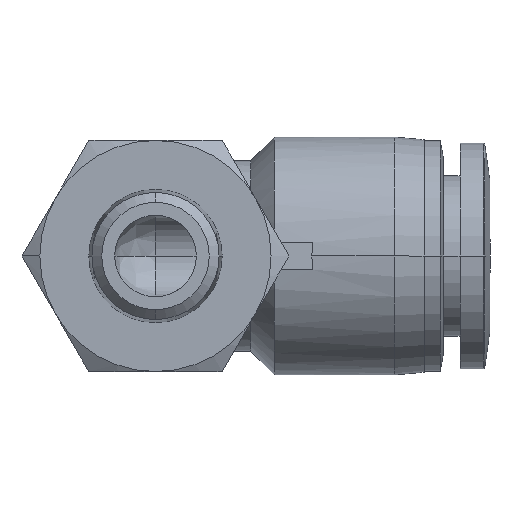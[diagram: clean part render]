
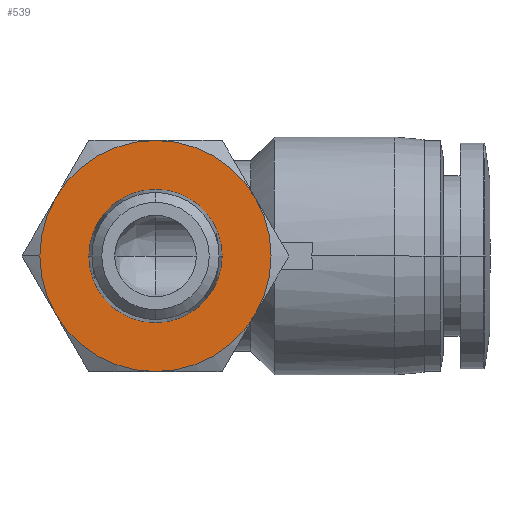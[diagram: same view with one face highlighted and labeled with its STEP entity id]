
A CAD part, front view. The second image highlights one B-rep face of the part: STEP entity #539.
In plain terms, the highlighted planar face has unit normal (0, -1, 0).
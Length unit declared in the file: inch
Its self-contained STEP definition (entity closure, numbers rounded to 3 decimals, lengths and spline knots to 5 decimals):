
#47 = CIRCLE ( 'NONE', #376, 0.33465 ) ;
#66 = CIRCLE ( 'NONE', #2322, 0.33465 ) ;
#68 = EDGE_CURVE ( 'NONE', #1418, #2238, #47, .T. ) ;
#156 = CARTESIAN_POINT ( 'NONE',  ( -0.28981, -0.19685, -0.16732 ) ) ;
#157 = DIRECTION ( 'NONE',  ( -1., 0., 0. ) ) ;
#169 = DIRECTION ( 'NONE',  ( 0., -1., 0. ) ) ;
#183 = CARTESIAN_POINT ( 'NONE',  ( 0., -0.19685, 0. ) ) ;
#189 = CIRCLE ( 'NONE', #2710, 0.33465 ) ;
#195 = CARTESIAN_POINT ( 'NONE',  ( 0., -0.19685, 0. ) ) ;
#224 = DIRECTION ( 'NONE',  ( -1., 0., 0. ) ) ;
#262 = EDGE_CURVE ( 'NONE', #526, #1509, #3292, .T. ) ;
#275 = CIRCLE ( 'NONE', #3280, 0.33465 ) ;
#286 = CARTESIAN_POINT ( 'NONE',  ( -0.28981, -0.19685, 0.16732 ) ) ;
#341 = CARTESIAN_POINT ( 'NONE',  ( 0., -0.19685, 0.33465 ) ) ;
#373 = CIRCLE ( 'NONE', #2891, 0.19291 ) ;
#376 = AXIS2_PLACEMENT_3D ( 'NONE', #1679, #1699, #2216 ) ;
#380 = PLANE ( 'NONE',  #959 ) ;
#381 = DIRECTION ( 'NONE',  ( 0., -1., 0. ) ) ;
#470 = DIRECTION ( 'NONE',  ( -1., 0., 0. ) ) ;
#495 = DIRECTION ( 'NONE',  ( 0., -1., 0. ) ) ;
#513 = ORIENTED_EDGE ( 'NONE', *, *, #1959, .T. ) ;
#526 = VERTEX_POINT ( 'NONE', #156 ) ;
#539 = ADVANCED_FACE ( 'NONE', ( #2518, #2483 ), #380, .T. ) ;
#602 = ORIENTED_EDGE ( 'NONE', *, *, #68, .T. ) ;
#650 = ORIENTED_EDGE ( 'NONE', *, *, #262, .T. ) ;
#670 = AXIS2_PLACEMENT_3D ( 'NONE', #1054, #1074, #763 ) ;
#689 = ORIENTED_EDGE ( 'NONE', *, *, #1380, .F. ) ;
#743 = DIRECTION ( 'NONE',  ( 0., -1., 0. ) ) ;
#761 = CARTESIAN_POINT ( 'NONE',  ( 0., -0.19685, 0. ) ) ;
#763 = DIRECTION ( 'NONE',  ( -1., 0., 0. ) ) ;
#869 = ORIENTED_EDGE ( 'NONE', *, *, #1842, .T. ) ;
#915 = ORIENTED_EDGE ( 'NONE', *, *, #2214, .T. ) ;
#959 = AXIS2_PLACEMENT_3D ( 'NONE', #3273, #3511, #3499 ) ;
#1011 = EDGE_LOOP ( 'NONE', ( #602, #513, #2829, #915, #650, #2557, #869 ) ) ;
#1054 = CARTESIAN_POINT ( 'NONE',  ( 0., -0.19685, 0. ) ) ;
#1074 = DIRECTION ( 'NONE',  ( 0., -1., 0. ) ) ;
#1086 = AXIS2_PLACEMENT_3D ( 'NONE', #2837, #1179, #3089 ) ;
#1146 = CARTESIAN_POINT ( 'NONE',  ( 0.28981, -0.19685, -0.16732 ) ) ;
#1148 = VERTEX_POINT ( 'NONE', #1300 ) ;
#1179 = DIRECTION ( 'NONE',  ( 0., -1., 0. ) ) ;
#1196 = VERTEX_POINT ( 'NONE', #1239 ) ;
#1239 = CARTESIAN_POINT ( 'NONE',  ( -0.33465, -0.19685, 0. ) ) ;
#1300 = CARTESIAN_POINT ( 'NONE',  ( 0.19291, -0.19685, 0. ) ) ;
#1380 = EDGE_CURVE ( 'NONE', #1148, #1987, #373, .T. ) ;
#1418 = VERTEX_POINT ( 'NONE', #3310 ) ;
#1507 = AXIS2_PLACEMENT_3D ( 'NONE', #761, #495, #224 ) ;
#1509 = VERTEX_POINT ( 'NONE', #2056 ) ;
#1548 = VERTEX_POINT ( 'NONE', #1146 ) ;
#1564 = CARTESIAN_POINT ( 'NONE',  ( 0., -0.19685, 0. ) ) ;
#1640 = CARTESIAN_POINT ( 'NONE',  ( -0.19291, -0.19685, 0. ) ) ;
#1679 = CARTESIAN_POINT ( 'NONE',  ( 0., -0.19685, 0. ) ) ;
#1699 = DIRECTION ( 'NONE',  ( 0., -1., 0. ) ) ;
#1826 = CIRCLE ( 'NONE', #1086, 0.33465 ) ;
#1842 = EDGE_CURVE ( 'NONE', #1548, #1418, #2044, .T. ) ;
#1844 = DIRECTION ( 'NONE',  ( -1., 0., 0. ) ) ;
#1959 = EDGE_CURVE ( 'NONE', #2238, #2122, #189, .T. ) ;
#1987 = VERTEX_POINT ( 'NONE', #1640 ) ;
#2044 = CIRCLE ( 'NONE', #1507, 0.33465 ) ;
#2056 = CARTESIAN_POINT ( 'NONE',  ( 0., -0.19685, -0.33465 ) ) ;
#2070 = CARTESIAN_POINT ( 'NONE',  ( 0., -0.19685, 0. ) ) ;
#2122 = VERTEX_POINT ( 'NONE', #286 ) ;
#2162 = DIRECTION ( 'NONE',  ( 0., -1., 0. ) ) ;
#2214 = EDGE_CURVE ( 'NONE', #1196, #526, #1826, .T. ) ;
#2216 = DIRECTION ( 'NONE',  ( -1., 0., 0. ) ) ;
#2238 = VERTEX_POINT ( 'NONE', #341 ) ;
#2309 = AXIS2_PLACEMENT_3D ( 'NONE', #2442, #743, #2715 ) ;
#2322 = AXIS2_PLACEMENT_3D ( 'NONE', #1564, #3416, #1844 ) ;
#2328 = EDGE_CURVE ( 'NONE', #1509, #1548, #275, .T. ) ;
#2337 = DIRECTION ( 'NONE',  ( -1., 0., 0. ) ) ;
#2397 = EDGE_CURVE ( 'NONE', #2122, #1196, #66, .T. ) ;
#2442 = CARTESIAN_POINT ( 'NONE',  ( 0., -0.19685, 0. ) ) ;
#2483 = FACE_OUTER_BOUND ( 'NONE', #1011, .T. ) ;
#2518 = FACE_BOUND ( 'NONE', #2524, .T. ) ;
#2524 = EDGE_LOOP ( 'NONE', ( #3302, #689 ) ) ;
#2557 = ORIENTED_EDGE ( 'NONE', *, *, #2328, .T. ) ;
#2710 = AXIS2_PLACEMENT_3D ( 'NONE', #183, #2162, #470 ) ;
#2715 = DIRECTION ( 'NONE',  ( -1., 0., 0. ) ) ;
#2747 = EDGE_CURVE ( 'NONE', #1987, #1148, #3368, .T. ) ;
#2829 = ORIENTED_EDGE ( 'NONE', *, *, #2397, .T. ) ;
#2837 = CARTESIAN_POINT ( 'NONE',  ( 0., -0.19685, 0. ) ) ;
#2891 = AXIS2_PLACEMENT_3D ( 'NONE', #195, #169, #157 ) ;
#3089 = DIRECTION ( 'NONE',  ( -1., 0., 0. ) ) ;
#3273 = CARTESIAN_POINT ( 'NONE',  ( -0.26378, -0.19685, 0. ) ) ;
#3280 = AXIS2_PLACEMENT_3D ( 'NONE', #2070, #381, #2337 ) ;
#3292 = CIRCLE ( 'NONE', #670, 0.33465 ) ;
#3302 = ORIENTED_EDGE ( 'NONE', *, *, #2747, .F. ) ;
#3310 = CARTESIAN_POINT ( 'NONE',  ( 0.28981, -0.19685, 0.16732 ) ) ;
#3368 = CIRCLE ( 'NONE', #2309, 0.19291 ) ;
#3416 = DIRECTION ( 'NONE',  ( 0., -1., 0. ) ) ;
#3499 = DIRECTION ( 'NONE',  ( 0., 0., -1. ) ) ;
#3511 = DIRECTION ( 'NONE',  ( 0., -1., 0. ) ) ;
